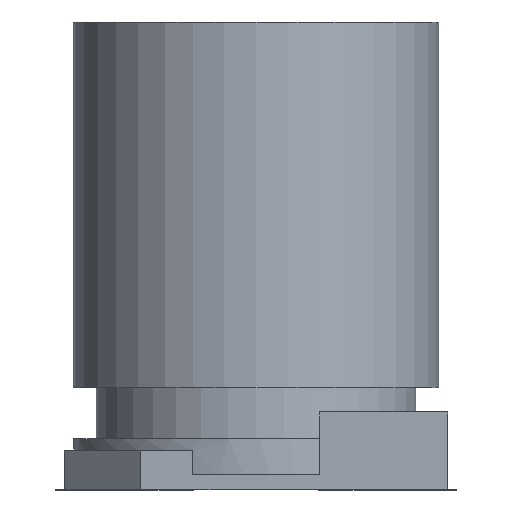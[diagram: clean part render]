
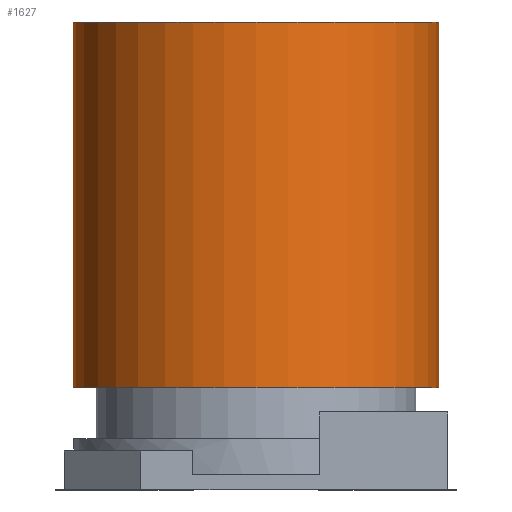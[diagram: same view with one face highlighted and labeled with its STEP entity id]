
A CAD part, front view. The second image highlights one B-rep face of the part: STEP entity #1627.
In plain terms, the highlighted cylindrical face has radius 6.25 mm (diameter 12.5 mm), a full revolution.
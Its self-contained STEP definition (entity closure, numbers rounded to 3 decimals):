
#1592 = EDGE_CURVE('',#1593,#1593,#1595,.T.);
#1593 = VERTEX_POINT('',#1594);
#1594 = CARTESIAN_POINT('',(6.25,0.,3.499));
#1595 = CIRCLE('',#1596,6.25);
#1596 = AXIS2_PLACEMENT_3D('',#1597,#1598,#1599);
#1597 = CARTESIAN_POINT('',(0.,0.,3.499));
#1598 = DIRECTION('',(0.,0.,1.));
#1599 = DIRECTION('',(1.,0.,0.));
#1627 = ADVANCED_FACE('',(#1628),#1647,.T.);
#1628 = FACE_BOUND('',#1629,.T.);
#1629 = EDGE_LOOP('',(#1630,#1631,#1639,#1646));
#1630 = ORIENTED_EDGE('',*,*,#1592,.T.);
#1631 = ORIENTED_EDGE('',*,*,#1632,.T.);
#1632 = EDGE_CURVE('',#1593,#1633,#1635,.T.);
#1633 = VERTEX_POINT('',#1634);
#1634 = CARTESIAN_POINT('',(6.25,0.,15.999));
#1635 = LINE('',#1636,#1637);
#1636 = CARTESIAN_POINT('',(6.25,0.,3.499));
#1637 = VECTOR('',#1638,1.);
#1638 = DIRECTION('',(0.,0.,1.));
#1639 = ORIENTED_EDGE('',*,*,#1640,.F.);
#1640 = EDGE_CURVE('',#1633,#1633,#1641,.T.);
#1641 = CIRCLE('',#1642,6.25);
#1642 = AXIS2_PLACEMENT_3D('',#1643,#1644,#1645);
#1643 = CARTESIAN_POINT('',(0.,0.,15.999));
#1644 = DIRECTION('',(0.,0.,1.));
#1645 = DIRECTION('',(1.,0.,0.));
#1646 = ORIENTED_EDGE('',*,*,#1632,.F.);
#1647 = CYLINDRICAL_SURFACE('',#1648,6.25);
#1648 = AXIS2_PLACEMENT_3D('',#1649,#1650,#1651);
#1649 = CARTESIAN_POINT('',(0.,0.,3.499));
#1650 = DIRECTION('',(0.,0.,1.));
#1651 = DIRECTION('',(1.,0.,0.));
